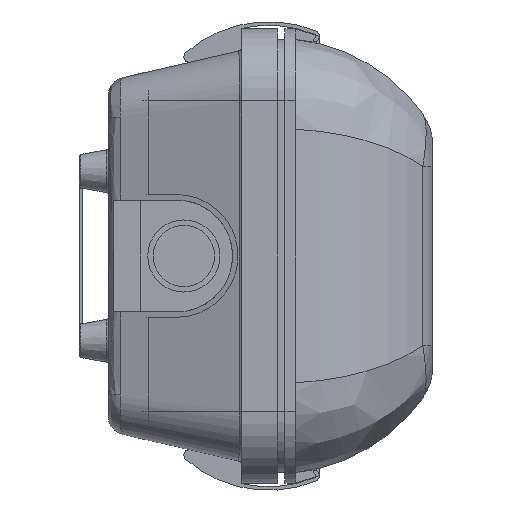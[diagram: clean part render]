
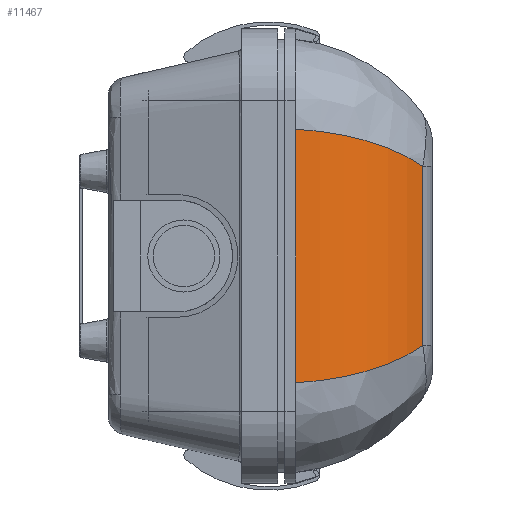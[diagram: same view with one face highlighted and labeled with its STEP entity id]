
A CAD part, left-side view. The second image highlights one B-rep face of the part: STEP entity #11467.
In plain terms, the highlighted cylindrical face has radius 50 mm (diameter 100 mm), a partial arc.
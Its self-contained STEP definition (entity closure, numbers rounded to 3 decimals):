
#62 = VERTEX_POINT ( 'NONE', #19054 ) ;
#748 = CARTESIAN_POINT ( 'NONE',  ( -325.5, -5., -71.401 ) ) ;
#995 = VERTEX_POINT ( 'NONE', #10545 ) ;
#1244 = CARTESIAN_POINT ( 'NONE',  ( -325.5, -5., -35.15 ) ) ;
#1377 = ORIENTED_EDGE ( 'NONE', *, *, #19045, .T. ) ;
#1576 =( BOUNDED_CURVE ( )  B_SPLINE_CURVE ( 3, ( #12109, #12030, #7160, #18914 ),
 .UNSPECIFIED., .F., .F. ) 
 B_SPLINE_CURVE_WITH_KNOTS ( ( 4, 4 ),
 ( 3.251, 4.092 ),
 .UNSPECIFIED. ) 
 CURVE ( )  GEOMETRIC_REPRESENTATION_ITEM ( )  RATIONAL_B_SPLINE_CURVE ( ( 1., 0.942, 0.942, 1. ) ) 
 REPRESENTATION_ITEM ( '' )  );
#2042 = VECTOR ( 'NONE', #19722, 1000. ) ;
#2185 = CARTESIAN_POINT ( 'NONE',  ( -316.622, -31.807, 30.711 ) ) ;
#2578 = LINE ( 'NONE', #6296, #2042 ) ;
#2957 = ORIENTED_EDGE ( 'NONE', *, *, #11693, .T. ) ;
#3144 = CARTESIAN_POINT ( 'NONE',  ( -304.877, -40.203, -24.839 ) ) ;
#3482 = VERTEX_POINT ( 'NONE', #1244 ) ;
#4351 = EDGE_LOOP ( 'NONE', ( #1377, #2957, #9221, #6149 ) ) ;
#5044 = DIRECTION ( 'NONE',  ( 1., 0., 0. ) ) ;
#5469 =( BOUNDED_CURVE ( )  B_SPLINE_CURVE ( 3, ( #13842, #2185, #20664, #10543 ),
 .UNSPECIFIED., .F., .T. ) 
 B_SPLINE_CURVE_WITH_KNOTS ( ( 4, 4 ),
 ( 5.333, 6.173 ),
 .UNSPECIFIED. ) 
 CURVE ( )  GEOMETRIC_REPRESENTATION_ITEM ( )  RATIONAL_B_SPLINE_CURVE ( ( 1., 0.942, 0.942, 1. ) ) 
 REPRESENTATION_ITEM ( '' )  );
#6149 = ORIENTED_EDGE ( 'NONE', *, *, #11119, .T. ) ;
#6296 = CARTESIAN_POINT ( 'NONE',  ( -304.877, -40.203, -71.401 ) ) ;
#6728 = AXIS2_PLACEMENT_3D ( 'NONE', #13327, #20163, #5044 ) ;
#7160 = CARTESIAN_POINT ( 'NONE',  ( -316.622, -31.807, -30.711 ) ) ;
#9221 = ORIENTED_EDGE ( 'NONE', *, *, #19265, .F. ) ;
#10543 = CARTESIAN_POINT ( 'NONE',  ( -325.5, -5., 35.15 ) ) ;
#10545 = CARTESIAN_POINT ( 'NONE',  ( -304.877, -40.203, 24.839 ) ) ;
#11119 = EDGE_CURVE ( 'NONE', #3482, #12239, #1576, .T. ) ;
#11467 = ADVANCED_FACE ( 'NONE', ( #15532 ), #19523, .T. ) ;
#11693 = EDGE_CURVE ( 'NONE', #995, #62, #5469, .T. ) ;
#12030 = CARTESIAN_POINT ( 'NONE',  ( -323.92, -19.35, -34.36 ) ) ;
#12109 = CARTESIAN_POINT ( 'NONE',  ( -325.5, -5., -35.15 ) ) ;
#12239 = VERTEX_POINT ( 'NONE', #3144 ) ;
#13327 = CARTESIAN_POINT ( 'NONE',  ( -275.8, 0.473, -71.401 ) ) ;
#13842 = CARTESIAN_POINT ( 'NONE',  ( -304.877, -40.203, 24.839 ) ) ;
#15532 = FACE_OUTER_BOUND ( 'NONE', #4351, .T. ) ;
#16170 = VECTOR ( 'NONE', #19124, 1000. ) ;
#18914 = CARTESIAN_POINT ( 'NONE',  ( -304.877, -40.203, -24.839 ) ) ;
#19045 = EDGE_CURVE ( 'NONE', #12239, #995, #2578, .T. ) ;
#19054 = CARTESIAN_POINT ( 'NONE',  ( -325.5, -5., 35.15 ) ) ;
#19124 = DIRECTION ( 'NONE',  ( 0., 0., 1. ) ) ;
#19265 = EDGE_CURVE ( 'NONE', #3482, #62, #20663, .T. ) ;
#19523 = CYLINDRICAL_SURFACE ( 'NONE', #6728, 50. ) ;
#19722 = DIRECTION ( 'NONE',  ( 0., 0., 1. ) ) ;
#20163 = DIRECTION ( 'NONE',  ( 0., 0., 1. ) ) ;
#20663 = LINE ( 'NONE', #748, #16170 ) ;
#20664 = CARTESIAN_POINT ( 'NONE',  ( -323.92, -19.35, 34.36 ) ) ;
